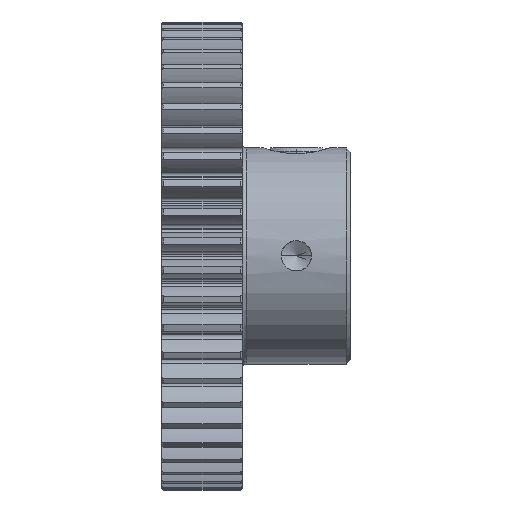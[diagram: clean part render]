
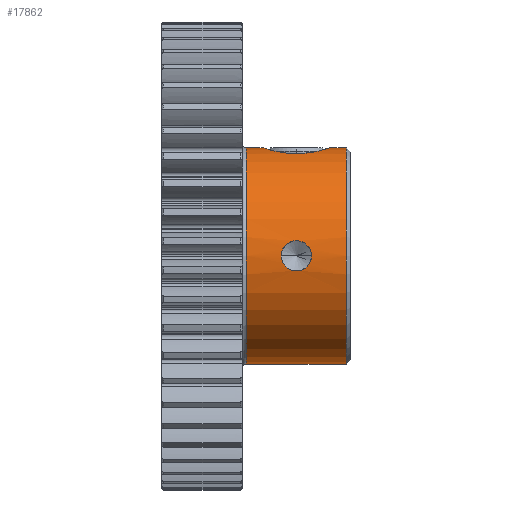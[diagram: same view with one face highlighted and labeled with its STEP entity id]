
A CAD part, top view. The second image highlights one B-rep face of the part: STEP entity #17862.
In plain terms, the highlighted cylindrical face has radius 6.35 mm (diameter 12.7 mm), a partial arc.
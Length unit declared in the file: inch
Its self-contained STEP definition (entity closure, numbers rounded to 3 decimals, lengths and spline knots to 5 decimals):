
#7851=CARTESIAN_POINT('',(0.10287,0.,0.));
#7852=DIRECTION('',(1.,0.,0.));
#7853=DIRECTION('',(0.,1.,0.));
#7854=AXIS2_PLACEMENT_3D('',#7851,#7852,#7853);
#7856=CARTESIAN_POINT('',(0.33413,0.,0.));
#7857=DIRECTION('',(1.,0.,0.));
#7858=DIRECTION('',(0.,1.,0.));
#7859=AXIS2_PLACEMENT_3D('',#7856,#7857,#7858);
#7861=CARTESIAN_POINT('',(0.2535,0.,0.25));
#7862=CARTESIAN_POINT('',(0.2535,-0.00309,0.25));
#7863=CARTESIAN_POINT('',(0.25272,-0.00905,
0.24989));
#7864=CARTESIAN_POINT('',(0.24918,-0.01768,
0.24942));
#7865=CARTESIAN_POINT('',(0.24355,-0.02501,
0.24877));
#7866=CARTESIAN_POINT('',(0.23621,-0.03066,
0.24813));
#7867=CARTESIAN_POINT('',(0.22767,-0.03419,
0.24765));
#7868=CARTESIAN_POINT('',(0.21851,-0.0354,
0.24748));
#7869=CARTESIAN_POINT('',(0.20934,-0.0342,
0.24765));
#7870=CARTESIAN_POINT('',(0.2008,-0.03066,
0.24813));
#7871=CARTESIAN_POINT('',(0.19345,-0.02502,
0.24877));
#7872=CARTESIAN_POINT('',(0.18782,-0.01768,
0.24942));
#7873=CARTESIAN_POINT('',(0.18428,-0.00905,
0.24989));
#7874=CARTESIAN_POINT('',(0.1835,-0.00309,0.25));
#7875=CARTESIAN_POINT('',(0.1835,0.,0.25));
#7877=CARTESIAN_POINT('',(0.1835,0.,0.25));
#7878=CARTESIAN_POINT('',(0.1835,0.00309,0.25));
#7879=CARTESIAN_POINT('',(0.18428,0.00905,
0.24989));
#7880=CARTESIAN_POINT('',(0.18782,0.01768,
0.24942));
#7881=CARTESIAN_POINT('',(0.19345,0.02501,
0.24877));
#7882=CARTESIAN_POINT('',(0.20079,0.03066,
0.24813));
#7883=CARTESIAN_POINT('',(0.20933,0.03419,
0.24765));
#7884=CARTESIAN_POINT('',(0.21849,0.0354,
0.24748));
#7885=CARTESIAN_POINT('',(0.22766,0.0342,
0.24765));
#7886=CARTESIAN_POINT('',(0.2362,0.03066,
0.24813));
#7887=CARTESIAN_POINT('',(0.24355,0.02502,
0.24877));
#7888=CARTESIAN_POINT('',(0.24918,0.01768,
0.24942));
#7889=CARTESIAN_POINT('',(0.25272,0.00905,
0.24989));
#7890=CARTESIAN_POINT('',(0.2535,0.00309,0.25));
#7891=CARTESIAN_POINT('',(0.2535,0.,0.25));
#7893=CARTESIAN_POINT('',(0.2955,0.25,
0.));
#7894=CARTESIAN_POINT('',(0.2955,0.25,
0.00564));
#7895=CARTESIAN_POINT('',(0.29437,0.24963,
0.0167));
#7896=CARTESIAN_POINT('',(0.28922,0.24798,
0.03299));
#7897=CARTESIAN_POINT('',(0.28085,0.24554,
0.0477));
#7898=CARTESIAN_POINT('',(0.26966,0.24272,
0.06026));
#7899=CARTESIAN_POINT('',(0.25613,0.24002,
0.07009));
#7900=CARTESIAN_POINT('',(0.24127,0.238,
0.07656));
#7901=CARTESIAN_POINT('',(0.22617,0.23696,
0.07967));
#7902=CARTESIAN_POINT('',(0.21078,0.23697,
0.07967));
#7903=CARTESIAN_POINT('',(0.1957,0.23801,
0.07655));
#7904=CARTESIAN_POINT('',(0.18088,0.24002,
0.07009));
#7905=CARTESIAN_POINT('',(0.16734,0.24272,
0.06026));
#7906=CARTESIAN_POINT('',(0.15615,0.24554,
0.0477));
#7907=CARTESIAN_POINT('',(0.14778,0.24798,
0.03299));
#7908=CARTESIAN_POINT('',(0.14263,0.24962,
0.01671));
#7909=CARTESIAN_POINT('',(0.1415,0.25,
0.00564));
#7910=CARTESIAN_POINT('',(0.1415,0.25,
0.));
#7936=CARTESIAN_POINT('',(0.1415,0.25,
0.));
#7953=CARTESIAN_POINT('',(0.2955,0.25,
0.));
#7979=DIRECTION('',(-1.,0.,0.));
#7980=VECTOR('',#7979,0.03863);
#7981=CARTESIAN_POINT('',(0.1415,0.25,
0.));
#7982=LINE('',#7981,#7980);
#7983=DIRECTION('',(-1.,0.,0.));
#7984=VECTOR('',#7983,0.23127);
#7985=CARTESIAN_POINT('',(0.33413,-0.25,0.));
#7986=LINE('',#7985,#7984);
#7992=DIRECTION('',(-1.,0.,0.));
#7993=VECTOR('',#7992,0.03863);
#7994=CARTESIAN_POINT('',(0.33413,0.25,0.));
#7995=LINE('',#7994,#7993);
#9653=CARTESIAN_POINT('',(0.33413,0.25,0.));
#9655=VERTEX_POINT('',#9653);
#9657=CARTESIAN_POINT('',(0.33413,-0.25,0.));
#9659=VERTEX_POINT('',#9657);
#9664=CARTESIAN_POINT('',(0.10287,-0.25,0.));
#9665=CARTESIAN_POINT('',(0.10287,0.25,0.));
#9666=VERTEX_POINT('',#9664);
#9667=VERTEX_POINT('',#9665);
#9670=VERTEX_POINT('',#7936);
#9671=VERTEX_POINT('',#7953);
#9680=VERTEX_POINT('',#7861);
#9681=VERTEX_POINT('',#7875);
#17838=CARTESIAN_POINT('',(-0.01718,0.,0.));
#17839=DIRECTION('',(1.,0.,0.));
#17840=DIRECTION('',(0.,-1.,0.));
#17841=AXIS2_PLACEMENT_3D('',#17838,#17839,#17840);
#17842=CYLINDRICAL_SURFACE('',#17841,0.25);
#17844=ORIENTED_EDGE('',*,*,#17843,.F.);
#17846=ORIENTED_EDGE('',*,*,#17845,.F.);
#17848=ORIENTED_EDGE('',*,*,#17847,.T.);
#17850=ORIENTED_EDGE('',*,*,#17849,.T.);
#17851=ORIENTED_EDGE('',*,*,#17832,.F.);
#17853=ORIENTED_EDGE('',*,*,#17852,.F.);
#17854=EDGE_LOOP('',(#17844,#17846,#17848,#17850,#17851,#17853));
#17855=FACE_OUTER_BOUND('',#17854,.F.);
#17857=ORIENTED_EDGE('',*,*,#17856,.F.);
#17859=ORIENTED_EDGE('',*,*,#17858,.F.);
#17860=EDGE_LOOP('',(#17857,#17859));
#17861=FACE_BOUND('',#17860,.F.);
#7855=CIRCLE('',#7854,0.25);
#7860=CIRCLE('',#7859,0.25);
#7876=B_SPLINE_CURVE_WITH_KNOTS('',3,(#7861,#7862,#7863,#7864,#7865,#7866,#7867,
#7868,#7869,#7870,#7871,#7872,#7873,#7874,#7875),.UNSPECIFIED.,.F.,.F.,(4,1,1,1,
1,1,1,1,1,1,1,1,4),(0.,0.08333,0.16667,0.25,
0.33333,0.41667,0.5,0.58333,0.66667,
0.75,0.83333,0.91667,1.),.UNSPECIFIED.);
#7892=B_SPLINE_CURVE_WITH_KNOTS('',3,(#7877,#7878,#7879,#7880,#7881,#7882,#7883,
#7884,#7885,#7886,#7887,#7888,#7889,#7890,#7891),.UNSPECIFIED.,.F.,.F.,(4,1,1,1,
1,1,1,1,1,1,1,1,4),(0.,0.08333,0.16667,0.25,
0.33333,0.41667,0.5,0.58333,0.66667,
0.75,0.83333,0.91667,1.),.UNSPECIFIED.);
#7911=B_SPLINE_CURVE_WITH_KNOTS('',3,(#7893,#7894,#7895,#7896,#7897,#7898,#7899,
#7900,#7901,#7902,#7903,#7904,#7905,#7906,#7907,#7908,#7909,#7910),
.UNSPECIFIED.,.F.,.F.,(4,1,1,1,1,1,1,1,1,1,1,1,1,1,1,4),(0.,0.06667,
0.13333,0.2,0.26667,0.33333,0.4,
0.46667,0.53333,0.6,0.66667,0.73333,
0.8,0.86667,0.93333,1.),.UNSPECIFIED.);
#17832=EDGE_CURVE('',#9667,#9666,#7855,.T.);
#17843=EDGE_CURVE('',#9671,#9670,#7911,.T.);
#17845=EDGE_CURVE('',#9655,#9671,#7995,.T.);
#17847=EDGE_CURVE('',#9655,#9659,#7860,.T.);
#17849=EDGE_CURVE('',#9659,#9666,#7986,.T.);
#17852=EDGE_CURVE('',#9670,#9667,#7982,.T.);
#17856=EDGE_CURVE('',#9680,#9681,#7876,.T.);
#17858=EDGE_CURVE('',#9681,#9680,#7892,.T.);
#17862=ADVANCED_FACE('',(#17855,#17861),#17842,.T.);
